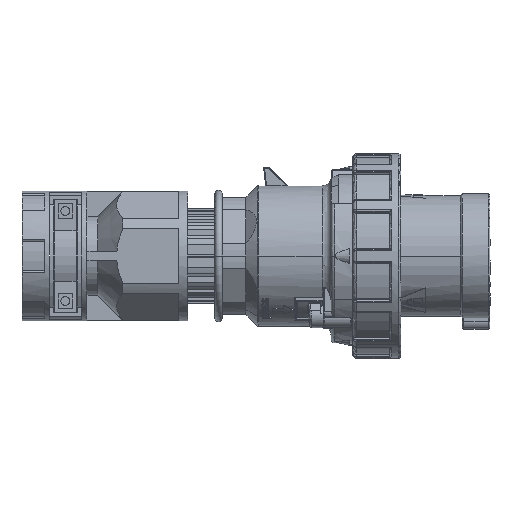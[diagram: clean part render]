
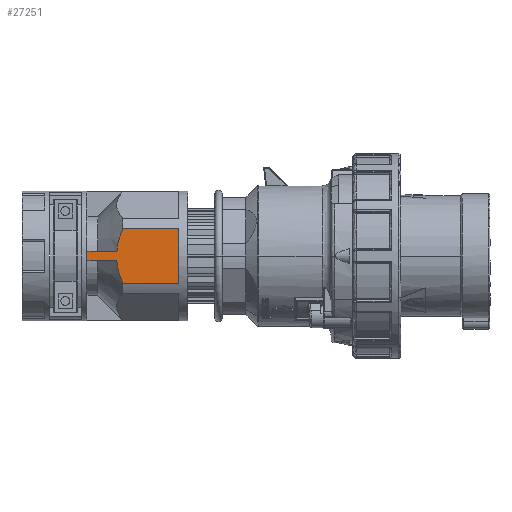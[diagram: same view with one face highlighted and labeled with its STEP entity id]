
A CAD part, left-side view. The second image highlights one B-rep face of the part: STEP entity #27251.
In plain terms, the highlighted planar face has unit normal (-1, 0, 0).
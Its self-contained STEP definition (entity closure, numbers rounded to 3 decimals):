
#55 = LINE ( 'NONE', #31731, #37134 ) ;
#935 = CARTESIAN_POINT ( 'NONE',  ( -32.5, 147., -2.5 ) ) ;
#1088 = EDGE_CURVE ( 'NONE', #8419, #1436, #6730, .T. ) ;
#1262 = CARTESIAN_POINT ( 'NONE',  ( -32.5, 130.235, 4.708 ) ) ;
#1436 = VERTEX_POINT ( 'NONE', #14614 ) ;
#1788 = ORIENTED_EDGE ( 'NONE', *, *, #12146, .F. ) ;
#2123 = B_SPLINE_CURVE_WITH_KNOTS ( 'NONE', 3,
 ( #41910, #19057, #3062, #39474, #3343, #3592, #6057, #18805 ),
 .UNSPECIFIED., .F., .F.,
 ( 4, 2, 2, 4 ),
 ( 0.041, 0.044, 0.047, 0.054 ),
 .UNSPECIFIED. ) ;
#3062 = CARTESIAN_POINT ( 'NONE',  ( -32.5, 127.929, -13.217 ) ) ;
#3343 = CARTESIAN_POINT ( 'NONE',  ( -32.5, 128.994, -10.062 ) ) ;
#3459 = CARTESIAN_POINT ( 'NONE',  ( -32.5, 96.016, 15.256 ) ) ;
#3592 = CARTESIAN_POINT ( 'NONE',  ( -32.5, 129.848, -6.858 ) ) ;
#4916 = VECTOR ( 'NONE', #32253, 1000. ) ;
#4937 = CARTESIAN_POINT ( 'NONE',  ( -32.5, 127.922, 13.207 ) ) ;
#4982 = CARTESIAN_POINT ( 'NONE',  ( -32.5, 0., 0. ) ) ;
#5599 = ORIENTED_EDGE ( 'NONE', *, *, #22785, .F. ) ;
#6057 = CARTESIAN_POINT ( 'NONE',  ( -32.5, 130.236, -4.695 ) ) ;
#6730 = B_SPLINE_CURVE_WITH_KNOTS ( 'NONE', 3,
 ( #16763, #1262, #12826, #29280, #8878, #40791, #4937, #20937, #36882, #35309 ),
 .UNSPECIFIED., .F., .F.,
 ( 4, 2, 2, 2, 4 ),
 ( 0.059, 0.066, 0.069, 0.07, 0.072 ),
 .UNSPECIFIED. ) ;
#7347 = CARTESIAN_POINT ( 'NONE',  ( -32.5, 96.016, -15.256 ) ) ;
#7359 = EDGE_CURVE ( 'NONE', #7545, #27807, #11971, .T. ) ;
#7545 = VERTEX_POINT ( 'NONE', #34927 ) ;
#8419 = VERTEX_POINT ( 'NONE', #47332 ) ;
#8878 = CARTESIAN_POINT ( 'NONE',  ( -32.5, 128.666, 11.116 ) ) ;
#11751 = ORIENTED_EDGE ( 'NONE', *, *, #1088, .F. ) ;
#11971 = LINE ( 'NONE', #935, #48415 ) ;
#12146 = EDGE_CURVE ( 'NONE', #35450, #7545, #51555, .T. ) ;
#12361 = DIRECTION ( 'NONE',  ( 0., -1., 0. ) ) ;
#12826 = CARTESIAN_POINT ( 'NONE',  ( -32.5, 129.845, 6.871 ) ) ;
#13122 = CARTESIAN_POINT ( 'NONE',  ( -32.5, 147., 2.5 ) ) ;
#13688 = ORIENTED_EDGE ( 'NONE', *, *, #34048, .T. ) ;
#14614 = CARTESIAN_POINT ( 'NONE',  ( -32.5, 127.097, 15.256 ) ) ;
#15065 = VECTOR ( 'NONE', #35284, 1000. ) ;
#16036 = DIRECTION ( 'NONE',  ( -1., 0., 0. ) ) ;
#16325 = LINE ( 'NONE', #48772, #4916 ) ;
#16473 = CARTESIAN_POINT ( 'NONE',  ( -32.5, 96.016, 2.5 ) ) ;
#16763 = CARTESIAN_POINT ( 'NONE',  ( -32.5, 130.404, 2.5 ) ) ;
#17280 = ORIENTED_EDGE ( 'NONE', *, *, #50441, .T. ) ;
#18316 = EDGE_CURVE ( 'NONE', #39286, #1436, #31763, .T. ) ;
#18805 = CARTESIAN_POINT ( 'NONE',  ( -32.5, 130.404, -2.5 ) ) ;
#19057 = CARTESIAN_POINT ( 'NONE',  ( -32.5, 127.528, -14.244 ) ) ;
#19063 = CARTESIAN_POINT ( 'NONE',  ( -32.5, 96.016, -2.5 ) ) ;
#20356 = ORIENTED_EDGE ( 'NONE', *, *, #39501, .F. ) ;
#20937 = CARTESIAN_POINT ( 'NONE',  ( -32.5, 127.521, 14.238 ) ) ;
#21095 = VECTOR ( 'NONE', #47762, 1000. ) ;
#22785 = EDGE_CURVE ( 'NONE', #27807, #8419, #36595, .T. ) ;
#23904 = CARTESIAN_POINT ( 'NONE',  ( -32.5, 96.016, 15.256 ) ) ;
#27251 = ADVANCED_FACE ( 'NONE', ( #41115 ), #45040, .T. ) ;
#27585 = EDGE_LOOP ( 'NONE', ( #11751, #5599, #34313, #1788, #20356, #17280, #13688, #50081 ) ) ;
#27807 = VERTEX_POINT ( 'NONE', #13122 ) ;
#27866 = CARTESIAN_POINT ( 'NONE',  ( -32.5, 127.097, -15.256 ) ) ;
#28932 = DIRECTION ( 'NONE',  ( 0., 0., 1. ) ) ;
#29280 = CARTESIAN_POINT ( 'NONE',  ( -32.5, 128.994, 10.061 ) ) ;
#31731 = CARTESIAN_POINT ( 'NONE',  ( -32.5, 96.016, -15.256 ) ) ;
#31763 = LINE ( 'NONE', #23904, #21095 ) ;
#32253 = DIRECTION ( 'NONE',  ( 0., 0., 1. ) ) ;
#34048 = EDGE_CURVE ( 'NONE', #34837, #39286, #16325, .T. ) ;
#34313 = ORIENTED_EDGE ( 'NONE', *, *, #7359, .F. ) ;
#34837 = VERTEX_POINT ( 'NONE', #7347 ) ;
#34927 = CARTESIAN_POINT ( 'NONE',  ( -32.5, 147., -2.5 ) ) ;
#35284 = DIRECTION ( 'NONE',  ( 0., 1., 0. ) ) ;
#35309 = CARTESIAN_POINT ( 'NONE',  ( -32.5, 127.097, 15.256 ) ) ;
#35450 = VERTEX_POINT ( 'NONE', #40035 ) ;
#35886 = DIRECTION ( 'NONE',  ( 0., 0., 1. ) ) ;
#36595 = LINE ( 'NONE', #16473, #49130 ) ;
#36882 = CARTESIAN_POINT ( 'NONE',  ( -32.5, 127.313, 14.749 ) ) ;
#37134 = VECTOR ( 'NONE', #12361, 1000. ) ;
#39185 = AXIS2_PLACEMENT_3D ( 'NONE', #4982, #16036, #35886 ) ;
#39286 = VERTEX_POINT ( 'NONE', #3459 ) ;
#39474 = CARTESIAN_POINT ( 'NONE',  ( -32.5, 128.662, -11.127 ) ) ;
#39501 = EDGE_CURVE ( 'NONE', #39734, #35450, #2123, .T. ) ;
#39734 = VERTEX_POINT ( 'NONE', #27866 ) ;
#40011 = DIRECTION ( 'NONE',  ( 0., -1., 0. ) ) ;
#40035 = CARTESIAN_POINT ( 'NONE',  ( -32.5, 130.404, -2.5 ) ) ;
#40791 = CARTESIAN_POINT ( 'NONE',  ( -32.5, 128.115, 12.686 ) ) ;
#41115 = FACE_OUTER_BOUND ( 'NONE', #27585, .T. ) ;
#41910 = CARTESIAN_POINT ( 'NONE',  ( -32.5, 127.097, -15.256 ) ) ;
#45040 = PLANE ( 'NONE',  #39185 ) ;
#47332 = CARTESIAN_POINT ( 'NONE',  ( -32.5, 130.404, 2.5 ) ) ;
#47762 = DIRECTION ( 'NONE',  ( 0., 1., 0. ) ) ;
#48415 = VECTOR ( 'NONE', #28932, 1000. ) ;
#48772 = CARTESIAN_POINT ( 'NONE',  ( -32.5, 96.016, 15.256 ) ) ;
#49130 = VECTOR ( 'NONE', #40011, 1000. ) ;
#50081 = ORIENTED_EDGE ( 'NONE', *, *, #18316, .T. ) ;
#50441 = EDGE_CURVE ( 'NONE', #39734, #34837, #55, .T. ) ;
#51555 = LINE ( 'NONE', #19063, #15065 ) ;
